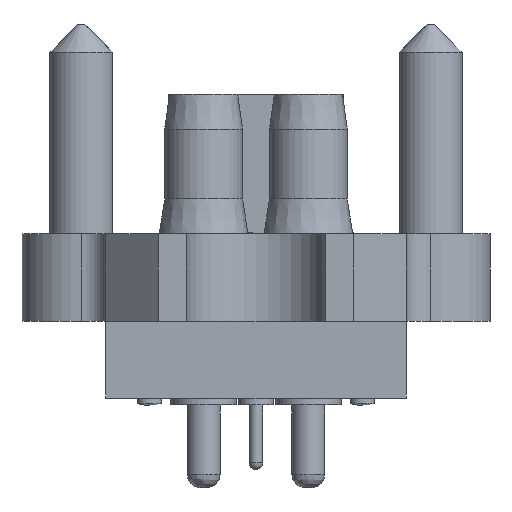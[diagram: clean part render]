
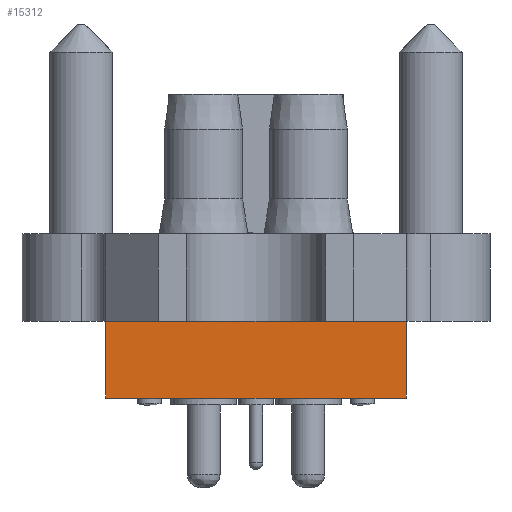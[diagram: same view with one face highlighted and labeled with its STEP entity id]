
A CAD part, front view. The second image highlights one B-rep face of the part: STEP entity #15312.
In plain terms, the highlighted planar face has unit normal (0, -1, 0).
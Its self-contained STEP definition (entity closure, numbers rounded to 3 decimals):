
#641=LINE($,#24435,#1528);
#651=LINE($,#24463,#1538);
#677=LINE($,#24526,#1564);
#687=LINE($,#24545,#1574);
#1528=VECTOR($,#19238,5.588);
#1538=VECTOR($,#19270,21.844);
#1564=VECTOR($,#19326,5.588);
#1574=VECTOR($,#19352,21.844);
#3440=FACE_OUTER_BOUND($,#4784,.T.);
#4784=EDGE_LOOP($,(#11460,#11461,#11462,#11463));
#7822=VERTEX_POINT($,#24432);
#7823=VERTEX_POINT($,#24434);
#7830=VERTEX_POINT($,#24462);
#7852=VERTEX_POINT($,#24525);
#9327=EDGE_CURVE($,#7823,#7822,#641,.T.);
#9341=EDGE_CURVE($,#7830,#7823,#651,.T.);
#9373=EDGE_CURVE($,#7830,#7852,#677,.T.);
#9383=EDGE_CURVE($,#7822,#7852,#687,.T.);
#11460=ORIENTED_EDGE($,*,*,#9341,.T.);
#11461=ORIENTED_EDGE($,*,*,#9327,.T.);
#11462=ORIENTED_EDGE($,*,*,#9383,.T.);
#11463=ORIENTED_EDGE($,*,*,#9373,.F.);
#14631=PLANE($,#16740);
#15312=ADVANCED_FACE($,(#3440),#14631,.T.);
#16740=AXIS2_PLACEMENT_3D($,#24612,#19419,#19420);
#19238=DIRECTION($,(0.,0.,-1.));
#19270=DIRECTION($,(-1.,0.,0.));
#19326=DIRECTION($,(0.,0.,-1.));
#19352=DIRECTION($,(1.,0.,0.));
#19419=DIRECTION('center_axis',(0.,-1.,0.));
#19420=DIRECTION('ref_axis',(1.,0.,0.));
#24432=CARTESIAN_POINT('',(-10.922,-31.75,0.5));
#24434=CARTESIAN_POINT('',(-10.922,-31.75,6.088));
#24435=CARTESIAN_POINT($,(-10.922,-31.75,6.088));
#24462=CARTESIAN_POINT('',(10.922,-31.75,6.088));
#24463=CARTESIAN_POINT($,(10.922,-31.75,6.088));
#24525=CARTESIAN_POINT('',(10.922,-31.75,0.5));
#24526=CARTESIAN_POINT($,(10.922,-31.75,6.088));
#24545=CARTESIAN_POINT($,(-10.922,-31.75,0.5));
#24612=CARTESIAN_POINT('Origin',(-10.922,-31.75,12.438));
